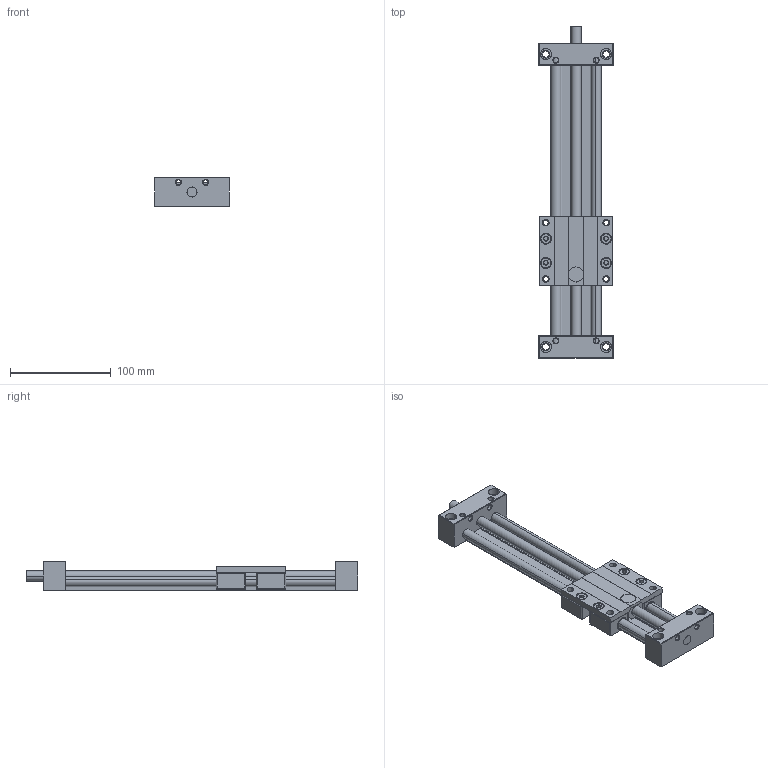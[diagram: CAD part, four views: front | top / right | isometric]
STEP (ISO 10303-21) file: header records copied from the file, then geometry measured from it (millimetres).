
FILE_DESCRIPTION(('STEP AP214'),'1');
FILE_NAME('cctmp_66A360AB-1BCF-446D-B838-9944545243F4_2022_05_23_01_06_48_0730_119676..stp','2022-05-22T23:06:49',('igus GmbH'),('CADClick - www.CADClick.com'),'Spatial InterOp 3D',' ','unknown authorization');
FILE_SCHEMA(('AUTOMOTIVE_DESIGN'));
Length unit declared in the file: millimetre
Products named in the file (6): cc_unnamed; 2022_05_23_01_06_48_0698; 2022_05_23_01_06_48_0667; 2022_05_23_01_06_48_0636; 2022_05_23_01_06_48_0605; 2022_05_23_01_06_48_0573
Assembly tree (5 placements, depth 2):
  cc_unnamed
    2022_05_23_01_06_48_0698
    2022_05_23_01_06_48_0667
    2022_05_23_01_06_48_0636
    2022_05_23_01_06_48_0605
    2022_05_23_01_06_48_0573
Bounding box: 74 x 330 x 29 mm (x, y, z)
Volume: 267412.1 mm3; surface area: 103161.8 mm2
Topology: 5 solids, 5 shells, 1300 faces, 3469 edges, 2252 vertices
Faces by surface type: plane 660, cylinder 526, cone 106, torus 8
Entity records: 51964 total; most frequent: CARTESIAN_POINT 8011, DIRECTION 7105, ORIENTED_EDGE 6942, EDGE_CURVE 3469, AXIS2_PLACEMENT_3D 2426, LINE 2253, VECTOR 2253, VERTEX_POINT 2252
